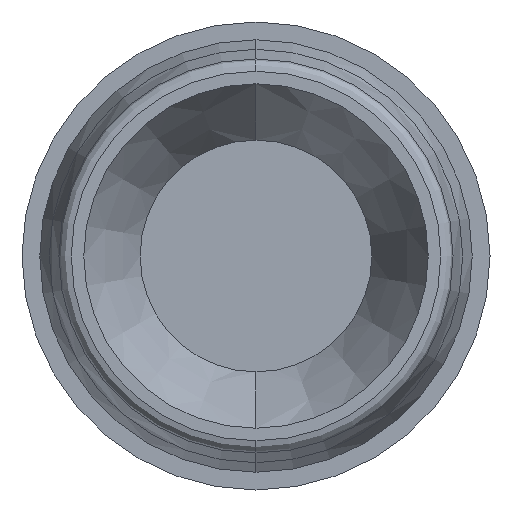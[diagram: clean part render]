
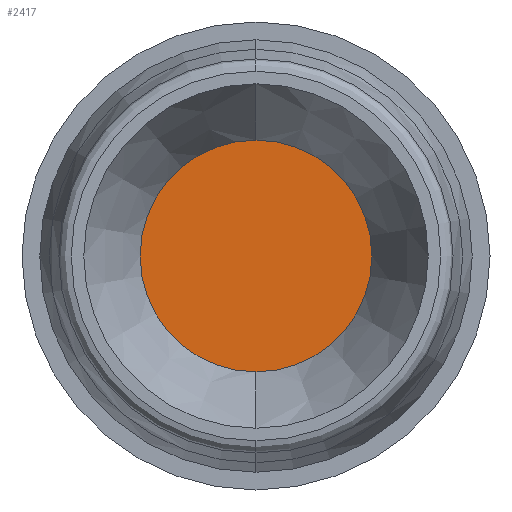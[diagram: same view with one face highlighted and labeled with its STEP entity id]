
A CAD part, left-side view. The second image highlights one B-rep face of the part: STEP entity #2417.
In plain terms, the highlighted face is planar.
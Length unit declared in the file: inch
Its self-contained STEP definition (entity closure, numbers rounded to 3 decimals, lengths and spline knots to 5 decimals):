
#147 = VERTEX_POINT ( 'NONE', #3070 ) ;
#1274 = DIRECTION ( 'NONE',  ( 0., 0., -1. ) ) ;
#1327 = EDGE_CURVE ( 'NONE', #147, #3350, #2109, .T. ) ;
#1537 = DIRECTION ( 'NONE',  ( -1., 0., 0. ) ) ;
#1700 = DIRECTION ( 'NONE',  ( -1., 0., 0. ) ) ;
#1771 = AXIS2_PLACEMENT_3D ( 'NONE', #3361, #4893, #1700 ) ;
#2014 = CARTESIAN_POINT ( 'NONE',  ( 0., 0., -0.10322 ) ) ;
#2109 = CIRCLE ( 'NONE', #1771, 0.04704 ) ;
#2193 = AXIS2_PLACEMENT_3D ( 'NONE', #2014, #1274, #4380 ) ;
#2273 = CIRCLE ( 'NONE', #2193, 0.04704 ) ;
#2318 = EDGE_LOOP ( 'NONE', ( #3358, #3375 ) ) ;
#2417 = ADVANCED_FACE ( 'NONE', ( #5085 ), #2764, .F. ) ;
#2493 = EDGE_CURVE ( 'NONE', #3350, #147, #2273, .T. ) ;
#2522 = AXIS2_PLACEMENT_3D ( 'NONE', #4334, #4708, #1537 ) ;
#2764 = PLANE ( 'NONE',  #2522 ) ;
#3070 = CARTESIAN_POINT ( 'NONE',  ( -0.04704, 0., -0.10322 ) ) ;
#3350 = VERTEX_POINT ( 'NONE', #4710 ) ;
#3358 = ORIENTED_EDGE ( 'NONE', *, *, #1327, .F. ) ;
#3361 = CARTESIAN_POINT ( 'NONE',  ( 0., 0., -0.10322 ) ) ;
#3375 = ORIENTED_EDGE ( 'NONE', *, *, #2493, .F. ) ;
#4334 = CARTESIAN_POINT ( 'NONE',  ( 0., 0.04704, -0.10322 ) ) ;
#4380 = DIRECTION ( 'NONE',  ( -1., 0., 0. ) ) ;
#4708 = DIRECTION ( 'NONE',  ( 0., 0., -1. ) ) ;
#4710 = CARTESIAN_POINT ( 'NONE',  ( 0.04704, 0., -0.10322 ) ) ;
#4893 = DIRECTION ( 'NONE',  ( 0., 0., -1. ) ) ;
#5085 = FACE_OUTER_BOUND ( 'NONE', #2318, .T. ) ;
